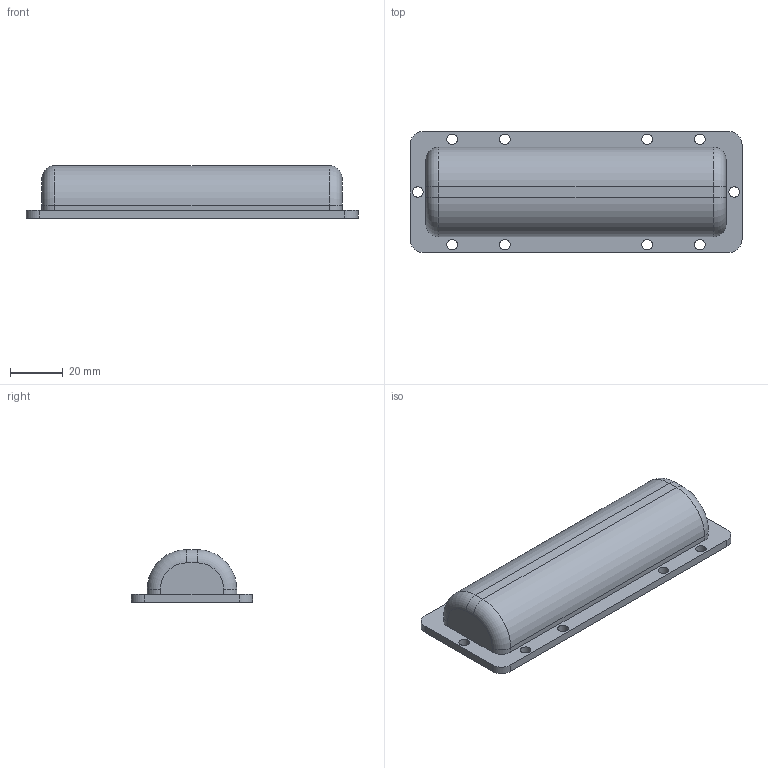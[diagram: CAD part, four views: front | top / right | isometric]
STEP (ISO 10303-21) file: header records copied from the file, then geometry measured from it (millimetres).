
FILE_DESCRIPTION(('STEP AP242'), '1');
FILE_NAME('itemWaterIntakeBottom', '', ('UNSPECIFIED'), ('UNSPECIFIED'), 'C3D Converter', 'C3D Toolkit', '');
FILE_SCHEMA(('AP242_MANAGED_MODEL_BASED_3D_ENGINEERING_MIM_LF { 1 0 10303 442 1 1 4 }'));
Length unit declared in the file: millimetre
Bounding box: 126 x 46 x 20 mm (x, y, z)
Volume: 23030.9 mm3; surface area: 19038.5 mm2
Topology: 1 solids, 1 shells, 48 faces, 120 edges, 76 vertices
Faces by surface type: cylinder 27, plane 15, torus 6
Full cylindrical faces by diameter (mm): 4 x10
Entity records: 1473 total; most frequent: DIRECTION 268, CARTESIAN_POINT 235, ORIENTED_EDGE 220, EDGE_CURVE 110, AXIS2_PLACEMENT_3D 109, EDGE_LOOP 80, VERTEX_POINT 76, FACE_BOUND 60
